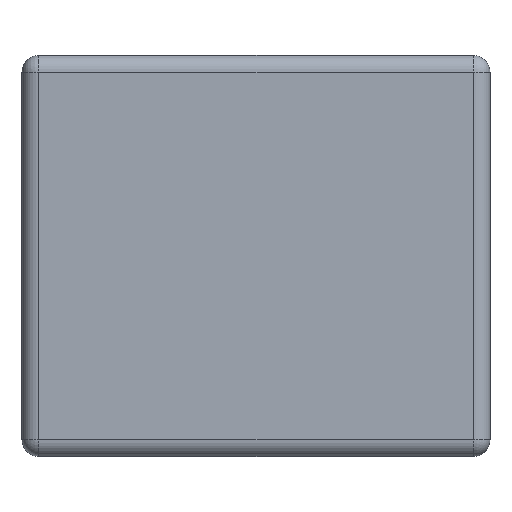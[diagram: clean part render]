
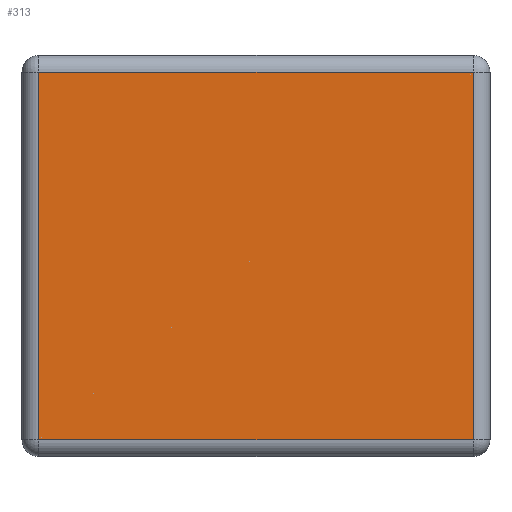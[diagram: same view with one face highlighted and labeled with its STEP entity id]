
A CAD part, left-side view. The second image highlights one B-rep face of the part: STEP entity #313.
In plain terms, the highlighted planar face has unit normal (-1, 0, 0).
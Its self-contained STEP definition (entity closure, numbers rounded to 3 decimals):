
#239 = VERTEX_POINT ( 'NONE', #1202 ) ;
#240 = VERTEX_POINT ( 'NONE', #1198 ) ;
#241 = ORIENTED_EDGE ( 'NONE', *, *, #242, .T. ) ;
#242 = EDGE_CURVE ( 'NONE', #240, #243, #1197, .T. ) ;
#243 = VERTEX_POINT ( 'NONE', #1193 ) ;
#295 = ORIENTED_EDGE ( 'NONE', *, *, #296, .T. ) ;
#296 = EDGE_CURVE ( 'NONE', #243, #297, #1353, .T. ) ;
#297 = VERTEX_POINT ( 'NONE', #1349 ) ;
#298 = ORIENTED_EDGE ( 'NONE', *, *, #299, .T. ) ;
#299 = EDGE_CURVE ( 'NONE', #297, #239, #1347, .T. ) ;
#313 = ADVANCED_FACE ( 'NONE', ( #1396 ), #1437, .F. ) ;
#314 = EDGE_LOOP ( 'NONE', ( #315, #241, #295, #298 ) ) ;
#315 = ORIENTED_EDGE ( 'NONE', *, *, #316, .T. ) ;
#316 = EDGE_CURVE ( 'NONE', #239, #240, #1432, .T. ) ;
#1193 = CARTESIAN_POINT ( 'NONE',  ( -1., 1.35, -0.55 ) ) ;
#1194 = DIRECTION ( 'NONE',  ( 0., 0., -1. ) ) ;
#1195 = VECTOR ( 'NONE', #1194, 1000. ) ;
#1196 = CARTESIAN_POINT ( 'NONE',  ( -1., 1.35, 0.6 ) ) ;
#1197 = LINE ( 'NONE', #1196, #1195 ) ;
#1198 = CARTESIAN_POINT ( 'NONE',  ( -1., 1.35, 0.55 ) ) ;
#1202 = CARTESIAN_POINT ( 'NONE',  ( -1., 0.05, 0.55 ) ) ;
#1344 = DIRECTION ( 'NONE',  ( 0., 0., 1. ) ) ;
#1345 = VECTOR ( 'NONE', #1344, 1000. ) ;
#1346 = CARTESIAN_POINT ( 'NONE',  ( -1., 0.05, 0.6 ) ) ;
#1347 = LINE ( 'NONE', #1346, #1345 ) ;
#1349 = CARTESIAN_POINT ( 'NONE',  ( -1., 0.05, -0.55 ) ) ;
#1350 = DIRECTION ( 'NONE',  ( 0., -1., 0. ) ) ;
#1351 = VECTOR ( 'NONE', #1350, 1000. ) ;
#1352 = CARTESIAN_POINT ( 'NONE',  ( -1., 1.4, -0.55 ) ) ;
#1353 = LINE ( 'NONE', #1352, #1351 ) ;
#1396 = FACE_OUTER_BOUND ( 'NONE', #314, .T. ) ;
#1429 = DIRECTION ( 'NONE',  ( 0., 1., 0. ) ) ;
#1430 = VECTOR ( 'NONE', #1429, 1000. ) ;
#1431 = CARTESIAN_POINT ( 'NONE',  ( -1., 1.4, 0.55 ) ) ;
#1432 = LINE ( 'NONE', #1431, #1430 ) ;
#1433 = DIRECTION ( 'NONE',  ( 0., 0., -1. ) ) ;
#1434 = DIRECTION ( 'NONE',  ( 1., 0., 0. ) ) ;
#1435 = CARTESIAN_POINT ( 'NONE',  ( -1., 1.4, 0.6 ) ) ;
#1436 = AXIS2_PLACEMENT_3D ( 'NONE', #1435, #1434, #1433 ) ;
#1437 = PLANE ( 'NONE',  #1436 ) ;
